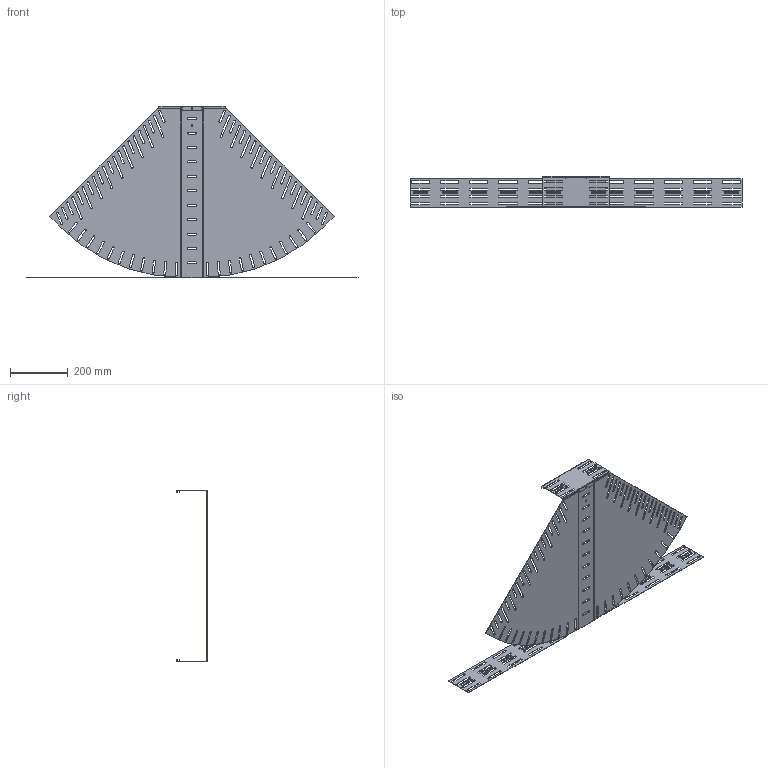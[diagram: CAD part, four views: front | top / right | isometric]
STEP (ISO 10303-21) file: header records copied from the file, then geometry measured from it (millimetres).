
FILE_DESCRIPTION (( 'STEP AP214' ), '1' );
FILE_NAME ('6037332.STEP', '2024-10-25T07:20:04', ( '' ), ( '' ), 'SwSTEP 2.0', 'SolidWorks 2024', '' );
FILE_SCHEMA (( 'AUTOMOTIVE_DESIGN' ));
Length unit declared in the file: millimetre
Products named in the file (3): 167655_110x0°; 181531_600; 6037332
Assembly tree (2 placements, depth 2):
  6037332
    181531_600
    167655_110x0°
Bounding box: 1150 x 107 x 595 mm (x, y, z)
Volume: 585963.4 mm3; surface area: 966795 mm2
Topology: 2 solids, 2 shells, 1328 faces, 3876 edges, 2552 vertices
Faces by surface type: plane 868, cylinder 450, bspline 10
Entity records: 45034 total; most frequent: CARTESIAN_POINT 8129, ORIENTED_EDGE 7752, DIRECTION 7362, EDGE_CURVE 3876, LINE 2956, VECTOR 2956, VERTEX_POINT 2552, AXIS2_PLACEMENT_3D 2203
